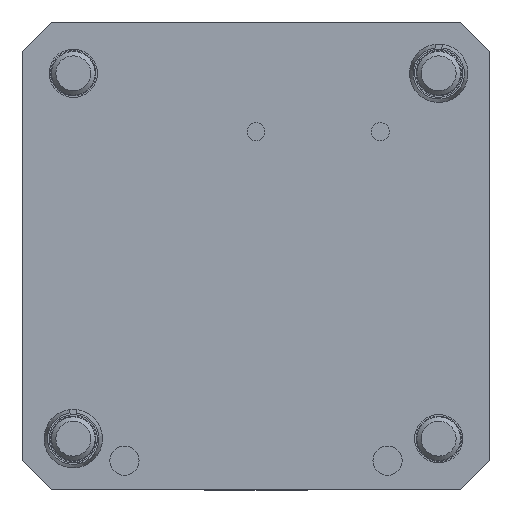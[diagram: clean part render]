
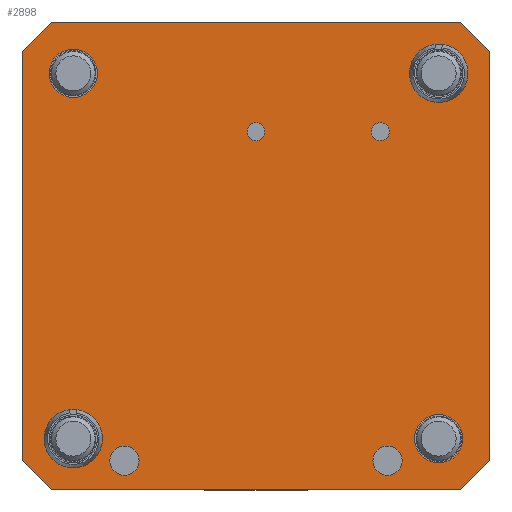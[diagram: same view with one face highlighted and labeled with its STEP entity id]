
A CAD part, front view. The second image highlights one B-rep face of the part: STEP entity #2898.
In plain terms, the highlighted planar face has unit normal (0, -1, 0).
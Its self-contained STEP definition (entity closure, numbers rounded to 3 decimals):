
#2217=CARTESIAN_POINT('',(25.501,-5.,60.968));
#2218=VERTEX_POINT('',#2217);
#2249=CARTESIAN_POINT('',(24.499,-5.,60.968));
#2250=VERTEX_POINT('',#2249);
#2303=CARTESIAN_POINT('',(25.,-5.,57.));
#2304=DIRECTION('',(0.0,1.0,0.0));
#2305=DIRECTION('',(0.0,0.0,1.0));
#2306=AXIS2_PLACEMENT_3D('',#2303,#2304,#2305);
#2307=CIRCLE('',#2306,4.0);
#2308=EDGE_CURVE('',#2218,#2250,#2307,.T.);
#2458=CARTESIAN_POINT('',(-24.499,-5.,10.968));
#2459=VERTEX_POINT('',#2458);
#2490=CARTESIAN_POINT('',(-25.501,-5.,10.968));
#2491=VERTEX_POINT('',#2490);
#2544=CARTESIAN_POINT('',(-25.,-5.,7.));
#2545=DIRECTION('',(0.0,1.0,0.0));
#2546=DIRECTION('',(0.0,0.0,1.0));
#2547=AXIS2_PLACEMENT_3D('',#2544,#2545,#2546);
#2548=CIRCLE('',#2547,4.);
#2549=EDGE_CURVE('',#2459,#2491,#2548,.T.);
#2668=CARTESIAN_POINT('',(0.,-5.,50.23));
#2669=VERTEX_POINT('',#2668);
#2670=CARTESIAN_POINT('',(0.,-5.,49.));
#2671=DIRECTION('',(0.0,1.0,0.0));
#2672=DIRECTION('',(0.0,0.0,1.0));
#2673=AXIS2_PLACEMENT_3D('',#2670,#2671,#2672);
#2674=CIRCLE('',#2673,1.23);
#2675=EDGE_CURVE('',#2669,#2669,#2674,.T.);
#2685=CARTESIAN_POINT('',(17.,-5.,50.23));
#2686=VERTEX_POINT('',#2685);
#2687=CARTESIAN_POINT('',(17.,-5.,49.));
#2688=DIRECTION('',(0.0,1.0,0.0));
#2689=DIRECTION('',(0.0,0.0,1.0));
#2690=AXIS2_PLACEMENT_3D('',#2687,#2688,#2689);
#2691=CIRCLE('',#2690,1.23);
#2692=EDGE_CURVE('',#2686,#2686,#2691,.T.);
#2733=CARTESIAN_POINT('',(18.,-5.,6.));
#2734=VERTEX_POINT('',#2733);
#2735=CARTESIAN_POINT('',(18.,-5.,4.));
#2736=DIRECTION('',(0.0,1.0,0.0));
#2737=DIRECTION('',(0.0,0.0,1.0));
#2738=AXIS2_PLACEMENT_3D('',#2735,#2736,#2737);
#2739=CIRCLE('',#2738,2.0);
#2740=EDGE_CURVE('',#2734,#2734,#2739,.T.);
#2761=CARTESIAN_POINT('',(-18.,-5.,6.));
#2762=VERTEX_POINT('',#2761);
#2763=CARTESIAN_POINT('',(-18.,-5.,4.));
#2764=DIRECTION('',(0.0,1.0,0.0));
#2765=DIRECTION('',(0.0,0.0,1.0));
#2766=AXIS2_PLACEMENT_3D('',#2763,#2764,#2765);
#2767=CIRCLE('',#2766,2.0);
#2768=EDGE_CURVE('',#2762,#2762,#2767,.T.);
#2773=CARTESIAN_POINT('',(0.,-5.,32.0));
#2774=DIRECTION('',(0.0,1.0,0.0));
#2775=DIRECTION('',(0.0,0.0,-1.0));
#2776=AXIS2_PLACEMENT_3D('',#2773,#2774,#2775);
#2777=PLANE('',#2776);
#2778=CARTESIAN_POINT('',(28.,-5.,64.));
#2779=VERTEX_POINT('',#2778);
#2780=CARTESIAN_POINT('',(32.,-5.0,60.));
#2781=VERTEX_POINT('',#2780);
#2782=CARTESIAN_POINT('',(28.,-5.,64.));
#2783=DIRECTION('',(0.707,0.0,-0.707));
#2784=VECTOR('',#2783,5.657);
#2785=LINE('',#2782,#2784);
#2786=EDGE_CURVE('',#2779,#2781,#2785,.T.);
#2787=ORIENTED_EDGE('',*,*,#2786,.F.);
#2788=CARTESIAN_POINT('',(-28.,-5.,64.));
#2789=VERTEX_POINT('',#2788);
#2790=CARTESIAN_POINT('',(28.,-5.,64.));
#2791=DIRECTION('',(-1.0,0.0,0.0));
#2792=VECTOR('',#2791,56.0);
#2793=LINE('',#2790,#2792);
#2794=EDGE_CURVE('',#2779,#2789,#2793,.T.);
#2795=ORIENTED_EDGE('',*,*,#2794,.T.);
#2796=CARTESIAN_POINT('',(-32.,-5.,60.));
#2797=VERTEX_POINT('',#2796);
#2798=CARTESIAN_POINT('',(-32.,-5.,60.));
#2799=DIRECTION('',(0.707,0.0,0.707));
#2800=VECTOR('',#2799,5.657);
#2801=LINE('',#2798,#2800);
#2802=EDGE_CURVE('',#2797,#2789,#2801,.T.);
#2803=ORIENTED_EDGE('',*,*,#2802,.F.);
#2804=CARTESIAN_POINT('',(-32.,-5.,4.));
#2805=VERTEX_POINT('',#2804);
#2806=CARTESIAN_POINT('',(-32.,-5.,60.));
#2807=DIRECTION('',(0.0,0.0,-1.0));
#2808=VECTOR('',#2807,56.0);
#2809=LINE('',#2806,#2808);
#2810=EDGE_CURVE('',#2797,#2805,#2809,.T.);
#2811=ORIENTED_EDGE('',*,*,#2810,.T.);
#2812=CARTESIAN_POINT('',(-28.,-5.,0.));
#2813=VERTEX_POINT('',#2812);
#2814=CARTESIAN_POINT('',(-28.,-5.,0.));
#2815=DIRECTION('',(-0.707,0.0,0.707));
#2816=VECTOR('',#2815,5.657);
#2817=LINE('',#2814,#2816);
#2818=EDGE_CURVE('',#2813,#2805,#2817,.T.);
#2819=ORIENTED_EDGE('',*,*,#2818,.F.);
#2820=CARTESIAN_POINT('',(28.,-5.,0.));
#2821=VERTEX_POINT('',#2820);
#2822=CARTESIAN_POINT('',(-28.,-5.,0.));
#2823=DIRECTION('',(1.0,0.0,0.0));
#2824=VECTOR('',#2823,56.0);
#2825=LINE('',#2822,#2824);
#2826=EDGE_CURVE('',#2813,#2821,#2825,.T.);
#2827=ORIENTED_EDGE('',*,*,#2826,.T.);
#2828=CARTESIAN_POINT('',(32.,-5.0,4.));
#2829=VERTEX_POINT('',#2828);
#2830=CARTESIAN_POINT('',(32.,-5.,4.));
#2831=DIRECTION('',(-0.707,0.0,-0.707));
#2832=VECTOR('',#2831,5.657);
#2833=LINE('',#2830,#2832);
#2834=EDGE_CURVE('',#2829,#2821,#2833,.T.);
#2835=ORIENTED_EDGE('',*,*,#2834,.F.);
#2836=CARTESIAN_POINT('',(32.,-5.0,4.));
#2837=DIRECTION('',(0.0,0.0,1.0));
#2838=VECTOR('',#2837,56.);
#2839=LINE('',#2836,#2838);
#2840=EDGE_CURVE('',#2829,#2781,#2839,.T.);
#2841=ORIENTED_EDGE('',*,*,#2840,.T.);
#2842=EDGE_LOOP('',(#2787,#2795,#2803,#2811,#2819,#2827,#2835,#2841));
#2843=FACE_OUTER_BOUND('',#2842,.T.);
#2844=ORIENTED_EDGE('',*,*,#2549,.T.);
#2845=CARTESIAN_POINT('',(-25.,-5.,7.));
#2846=DIRECTION('',(0.0,1.0,0.0));
#2847=DIRECTION('',(0.0,0.0,1.0));
#2848=AXIS2_PLACEMENT_3D('',#2845,#2846,#2847);
#2849=CIRCLE('',#2848,4.);
#2850=EDGE_CURVE('',#2491,#2459,#2849,.T.);
#2851=ORIENTED_EDGE('',*,*,#2850,.T.);
#2852=EDGE_LOOP('',(#2844,#2851));
#2853=FACE_BOUND('',#2852,.T.);
#2854=ORIENTED_EDGE('',*,*,#2308,.T.);
#2855=CARTESIAN_POINT('',(25.,-5.,57.));
#2856=DIRECTION('',(0.0,1.0,0.0));
#2857=DIRECTION('',(0.0,0.0,1.0));
#2858=AXIS2_PLACEMENT_3D('',#2855,#2856,#2857);
#2859=CIRCLE('',#2858,4.0);
#2860=EDGE_CURVE('',#2250,#2218,#2859,.T.);
#2861=ORIENTED_EDGE('',*,*,#2860,.T.);
#2862=EDGE_LOOP('',(#2854,#2861));
#2863=FACE_BOUND('',#2862,.T.);
#2864=ORIENTED_EDGE('',*,*,#2675,.T.);
#2865=EDGE_LOOP('',(#2864));
#2866=FACE_BOUND('',#2865,.T.);
#2867=ORIENTED_EDGE('',*,*,#2692,.T.);
#2868=EDGE_LOOP('',(#2867));
#2869=FACE_BOUND('',#2868,.T.);
#2870=ORIENTED_EDGE('',*,*,#2740,.T.);
#2871=EDGE_LOOP('',(#2870));
#2872=FACE_BOUND('',#2871,.T.);
#2873=ORIENTED_EDGE('',*,*,#2768,.T.);
#2874=EDGE_LOOP('',(#2873));
#2875=FACE_BOUND('',#2874,.T.);
#2876=CARTESIAN_POINT('',(25.,-5.,10.3));
#2877=VERTEX_POINT('',#2876);
#2878=CARTESIAN_POINT('',(25.,-5.,7.));
#2879=DIRECTION('',(0.0,1.0,0.0));
#2880=DIRECTION('',(0.0,0.0,1.0));
#2881=AXIS2_PLACEMENT_3D('',#2878,#2879,#2880);
#2882=CIRCLE('',#2881,3.3);
#2883=EDGE_CURVE('',#2877,#2877,#2882,.T.);
#2884=ORIENTED_EDGE('',*,*,#2883,.T.);
#2885=EDGE_LOOP('',(#2884));
#2886=FACE_BOUND('',#2885,.T.);
#2887=CARTESIAN_POINT('',(-25.,-5.,60.3));
#2888=VERTEX_POINT('',#2887);
#2889=CARTESIAN_POINT('',(-25.,-5.,57.));
#2890=DIRECTION('',(0.0,1.0,0.0));
#2891=DIRECTION('',(0.0,0.0,1.0));
#2892=AXIS2_PLACEMENT_3D('',#2889,#2890,#2891);
#2893=CIRCLE('',#2892,3.3);
#2894=EDGE_CURVE('',#2888,#2888,#2893,.T.);
#2895=ORIENTED_EDGE('',*,*,#2894,.T.);
#2896=EDGE_LOOP('',(#2895));
#2897=FACE_BOUND('',#2896,.T.);
#2898=ADVANCED_FACE('',(#2843,#2853,#2863,#2866,#2869,#2872,#2875,#2886,#2897),#2777,.F.);
